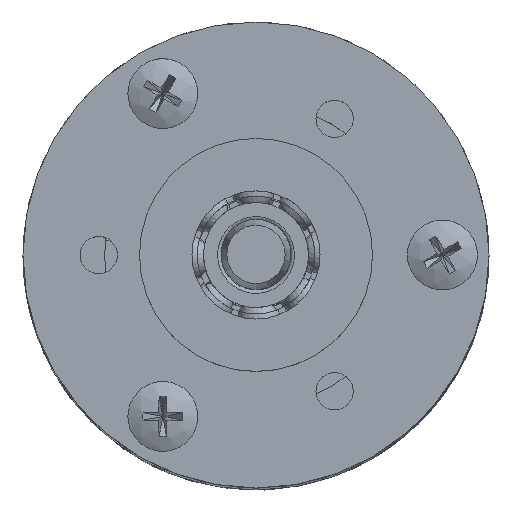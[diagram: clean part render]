
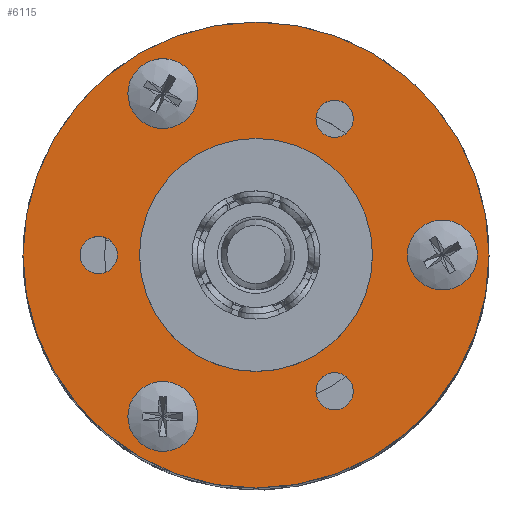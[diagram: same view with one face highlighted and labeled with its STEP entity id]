
A CAD part, top view. The second image highlights one B-rep face of the part: STEP entity #6115.
In plain terms, the highlighted face is planar.
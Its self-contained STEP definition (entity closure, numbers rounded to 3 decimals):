
#14 = ORIENTED_EDGE ( 'NONE', *, *, #9948, .T. ) ;
#198 = EDGE_CURVE ( 'NONE', #6531, #6531, #4572, .T. ) ;
#315 = DIRECTION ( 'NONE',  ( 0., -1., 0. ) ) ;
#535 = AXIS2_PLACEMENT_3D ( 'NONE', #1592, #4973, #6062 ) ;
#660 = EDGE_LOOP ( 'NONE', ( #6659 ) ) ;
#899 = VERTEX_POINT ( 'NONE', #2130 ) ;
#900 = AXIS2_PLACEMENT_3D ( 'NONE', #3949, #11800, #10438 ) ;
#1389 = VERTEX_POINT ( 'NONE', #9026 ) ;
#1443 = AXIS2_PLACEMENT_3D ( 'NONE', #13725, #4056, #7231 ) ;
#1592 = CARTESIAN_POINT ( 'NONE',  ( 0., 2., 6.75 ) ) ;
#1685 = CIRCLE ( 'NONE', #535, 0.8 ) ;
#1959 = DIRECTION ( 'NONE',  ( 0.866, 0., 0.5 ) ) ;
#2130 = CARTESIAN_POINT ( 'NONE',  ( 8.227, 2., 4.75 ) ) ;
#2418 = CARTESIAN_POINT ( 'NONE',  ( 0., 2., 5.95 ) ) ;
#2567 = EDGE_CURVE ( 'NONE', #13444, #13444, #4328, .T. ) ;
#2905 = FACE_BOUND ( 'NONE', #9851, .T. ) ;
#2911 = AXIS2_PLACEMENT_3D ( 'NONE', #11258, #315, #13431 ) ;
#2992 = CARTESIAN_POINT ( 'NONE',  ( 0., 2., -8. ) ) ;
#3083 = CIRCLE ( 'NONE', #6764, 1.5 ) ;
#3200 = VERTEX_POINT ( 'NONE', #9830 ) ;
#3291 = DIRECTION ( 'NONE',  ( 0., 0., -1. ) ) ;
#3338 = CARTESIAN_POINT ( 'NONE',  ( 0., 2., 0. ) ) ;
#3421 = CARTESIAN_POINT ( 'NONE',  ( 5.846, 2., -4.175 ) ) ;
#3513 = ORIENTED_EDGE ( 'NONE', *, *, #10706, .F. ) ;
#3707 = CIRCLE ( 'NONE', #11765, 1.5 ) ;
#3825 = ORIENTED_EDGE ( 'NONE', *, *, #13716, .F. ) ;
#3949 = CARTESIAN_POINT ( 'NONE',  ( 0., 2., 0. ) ) ;
#4056 = DIRECTION ( 'NONE',  ( 0., -1., 0. ) ) ;
#4197 = ORIENTED_EDGE ( 'NONE', *, *, #11933, .F. ) ;
#4226 = CARTESIAN_POINT ( 'NONE',  ( 0., 2., -5. ) ) ;
#4328 = CIRCLE ( 'NONE', #2911, 0.8 ) ;
#4365 = EDGE_LOOP ( 'NONE', ( #3825 ) ) ;
#4572 = CIRCLE ( 'NONE', #900, 5. ) ;
#4687 = AXIS2_PLACEMENT_3D ( 'NONE', #3338, #8748, #8676 ) ;
#4917 = CIRCLE ( 'NONE', #4687, 10. ) ;
#4946 = AXIS2_PLACEMENT_3D ( 'NONE', #5624, #6643, #12125 ) ;
#4973 = DIRECTION ( 'NONE',  ( 0., -1., 0. ) ) ;
#5047 = DIRECTION ( 'NONE',  ( 0., -1., 0. ) ) ;
#5055 = FACE_BOUND ( 'NONE', #4365, .T. ) ;
#5187 = EDGE_LOOP ( 'NONE', ( #13632 ) ) ;
#5196 = EDGE_CURVE ( 'NONE', #13303, #13303, #5634, .T. ) ;
#5208 = FACE_OUTER_BOUND ( 'NONE', #10838, .T. ) ;
#5216 = VERTEX_POINT ( 'NONE', #9614 ) ;
#5280 = EDGE_CURVE ( 'NONE', #11128, #11128, #1685, .T. ) ;
#5624 = CARTESIAN_POINT ( 'NONE',  ( 5.846, 2., -3.375 ) ) ;
#5634 = CIRCLE ( 'NONE', #4946, 0.8 ) ;
#6062 = DIRECTION ( 'NONE',  ( 0., 0., -1. ) ) ;
#6115 = ADVANCED_FACE ( 'NONE', ( #10473, #10682, #5055, #9390, #2905, #10605, #5208, #7097 ), #13650, .T. ) ;
#6531 = VERTEX_POINT ( 'NONE', #4226 ) ;
#6630 = EDGE_LOOP ( 'NONE', ( #3513 ) ) ;
#6643 = DIRECTION ( 'NONE',  ( 0., -1., 0. ) ) ;
#6659 = ORIENTED_EDGE ( 'NONE', *, *, #198, .F. ) ;
#6764 = AXIS2_PLACEMENT_3D ( 'NONE', #8806, #7570, #1959 ) ;
#7097 = FACE_BOUND ( 'NONE', #660, .T. ) ;
#7231 = DIRECTION ( 'NONE',  ( 0., 0., -1. ) ) ;
#7570 = DIRECTION ( 'NONE',  ( 0., -1., 0. ) ) ;
#7615 = EDGE_LOOP ( 'NONE', ( #13393 ) ) ;
#7893 = CARTESIAN_POINT ( 'NONE',  ( -5.846, 2., -4.175 ) ) ;
#8371 = CARTESIAN_POINT ( 'NONE',  ( -6.928, 2., 4. ) ) ;
#8438 = DIRECTION ( 'NONE',  ( -0.866, 0., 0.5 ) ) ;
#8676 = DIRECTION ( 'NONE',  ( 0., 0., -1. ) ) ;
#8748 = DIRECTION ( 'NONE',  ( 0., -1., 0. ) ) ;
#8775 = EDGE_LOOP ( 'NONE', ( #4197 ) ) ;
#8806 = CARTESIAN_POINT ( 'NONE',  ( 6.928, 2., 4. ) ) ;
#9026 = CARTESIAN_POINT ( 'NONE',  ( 0., 2., -9.5 ) ) ;
#9390 = FACE_BOUND ( 'NONE', #5187, .T. ) ;
#9614 = CARTESIAN_POINT ( 'NONE',  ( -8.227, 2., 4.75 ) ) ;
#9830 = CARTESIAN_POINT ( 'NONE',  ( 0., 2., -10. ) ) ;
#9851 = EDGE_LOOP ( 'NONE', ( #10214 ) ) ;
#9913 = DIRECTION ( 'NONE',  ( 0., -1., 0. ) ) ;
#9948 = EDGE_CURVE ( 'NONE', #3200, #3200, #4917, .T. ) ;
#10214 = ORIENTED_EDGE ( 'NONE', *, *, #2567, .F. ) ;
#10245 = CIRCLE ( 'NONE', #13675, 1.5 ) ;
#10438 = DIRECTION ( 'NONE',  ( 0., 0., -1. ) ) ;
#10473 = FACE_BOUND ( 'NONE', #8775, .T. ) ;
#10605 = FACE_BOUND ( 'NONE', #7615, .T. ) ;
#10682 = FACE_BOUND ( 'NONE', #6630, .T. ) ;
#10706 = EDGE_CURVE ( 'NONE', #899, #899, #3083, .T. ) ;
#10838 = EDGE_LOOP ( 'NONE', ( #14 ) ) ;
#11128 = VERTEX_POINT ( 'NONE', #2418 ) ;
#11258 = CARTESIAN_POINT ( 'NONE',  ( -5.846, 2., -3.375 ) ) ;
#11765 = AXIS2_PLACEMENT_3D ( 'NONE', #8371, #5047, #8438 ) ;
#11800 = DIRECTION ( 'NONE',  ( 0., -1., 0. ) ) ;
#11933 = EDGE_CURVE ( 'NONE', #5216, #5216, #3707, .T. ) ;
#12125 = DIRECTION ( 'NONE',  ( 0., 0., -1. ) ) ;
#13303 = VERTEX_POINT ( 'NONE', #3421 ) ;
#13393 = ORIENTED_EDGE ( 'NONE', *, *, #5280, .F. ) ;
#13431 = DIRECTION ( 'NONE',  ( 0., 0., -1. ) ) ;
#13444 = VERTEX_POINT ( 'NONE', #7893 ) ;
#13632 = ORIENTED_EDGE ( 'NONE', *, *, #5196, .F. ) ;
#13650 = PLANE ( 'NONE',  #1443 ) ;
#13675 = AXIS2_PLACEMENT_3D ( 'NONE', #2992, #9913, #3291 ) ;
#13716 = EDGE_CURVE ( 'NONE', #1389, #1389, #10245, .T. ) ;
#13725 = CARTESIAN_POINT ( 'NONE',  ( 5., 2., 0. ) ) ;
